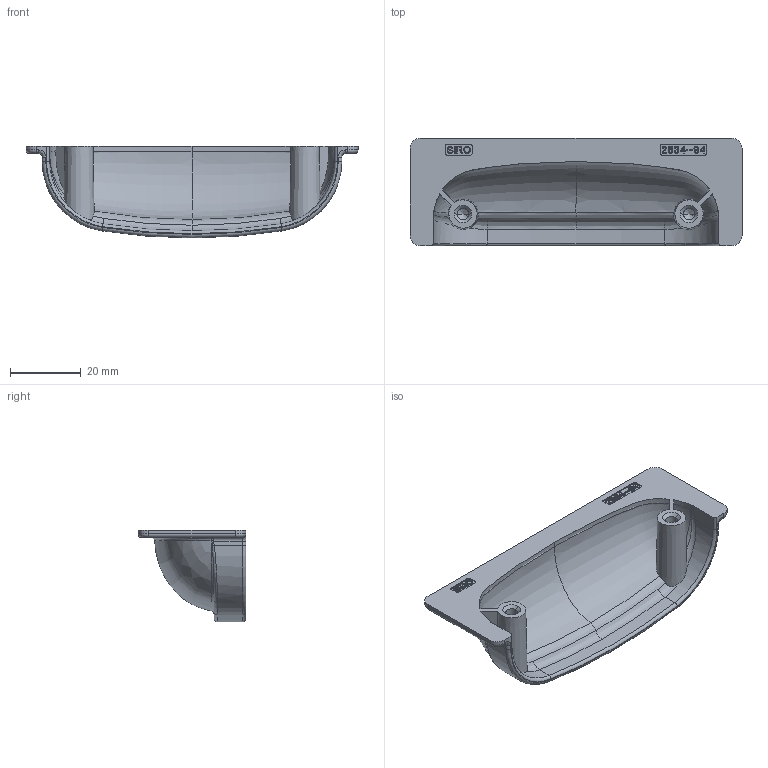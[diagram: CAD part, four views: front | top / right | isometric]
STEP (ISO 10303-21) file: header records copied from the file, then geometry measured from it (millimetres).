
FILE_DESCRIPTION(('Creo Elements/Direct Modeling STEP Export'),'2;1');
FILE_NAME('2634-94.stp','2023-11-29T 9:23:13',(''),(''),'Creo Elements/Direct Modeling STEP processor for AP214 (Solid Model)','Creo Elements/Direct Modeling 20.0 12-Nov-2016 (C) Parametric Technology GmbH','');
FILE_SCHEMA(('AUTOMOTIVE_DESIGN { 1 0 10303 214 1 1 1 1 }'));
Length unit declared in the file: millimetre
Products named in the file (2): ZN-12227
Assembly tree (1 placements, depth 2):
  ZN-12227
    ZN-12227
Bounding box: 94 x 30.5 x 26 mm (x, y, z)
Volume: 10662.5 mm3; surface area: 10352.9 mm2
Topology: 1 solids, 1 shells, 627 faces, 1769 edges, 1163 vertices
Faces by surface type: plane 529, cylinder 37, bspline 32, torus 15, cone 10, extrusion 4
Entity records: 58924 total; most frequent: CARTESIAN_POINT 42981, ORIENTED_EDGE 3530, DIRECTION 2899, EDGE_CURVE 1765, VECTOR 1555, LINE 1553, VERTEX_POINT 1163, AXIS2_PLACEMENT_3D 672
